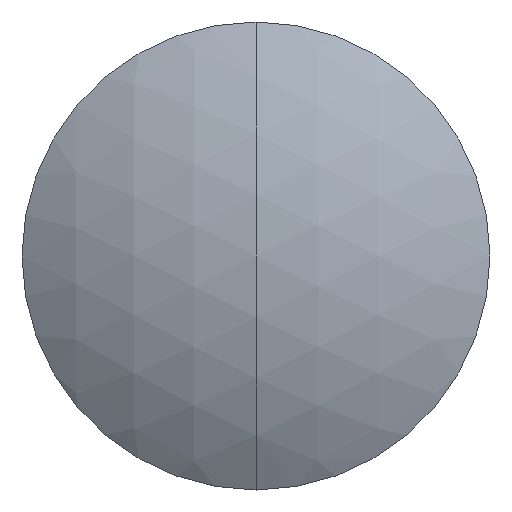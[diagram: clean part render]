
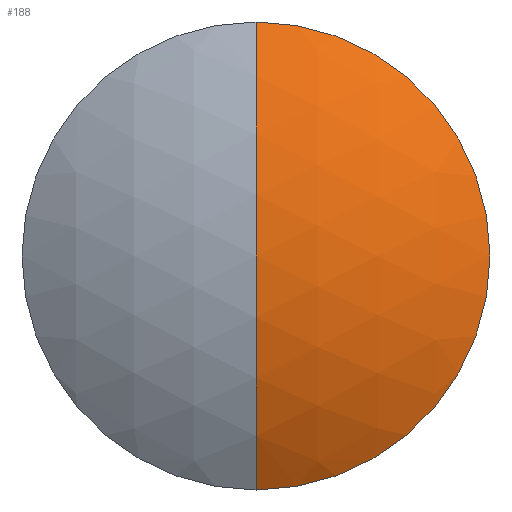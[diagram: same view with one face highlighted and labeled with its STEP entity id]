
A CAD part, left-side view. The second image highlights one B-rep face of the part: STEP entity #188.
In plain terms, the highlighted spherical face has radius 47.21 mm.
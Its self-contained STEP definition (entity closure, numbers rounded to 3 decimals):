
#7 = EDGE_CURVE ( 'NONE', #334, #143, #152, .T. ) ;
#8 = CARTESIAN_POINT ( 'NONE',  ( 134.95, 0., 0. ) ) ;
#11 = VERTEX_POINT ( 'NONE', #128 ) ;
#19 = ORIENTED_EDGE ( 'NONE', *, *, #136, .T. ) ;
#30 = EDGE_CURVE ( 'NONE', #334, #11, #104, .T. ) ;
#35 = AXIS2_PLACEMENT_3D ( 'NONE', #74, #304, #153 ) ;
#44 = ORIENTED_EDGE ( 'NONE', *, *, #30, .T. ) ;
#63 = CARTESIAN_POINT ( 'NONE',  ( 134.95, 0., 0. ) ) ;
#68 = AXIS2_PLACEMENT_3D ( 'NONE', #265, #144, #101 ) ;
#74 = CARTESIAN_POINT ( 'NONE',  ( 95.156, 0., 0. ) ) ;
#101 = DIRECTION ( 'NONE',  ( 0., 0., -1. ) ) ;
#104 = CIRCLE ( 'NONE', #35, 25.4 ) ;
#114 = SPHERICAL_SURFACE ( 'NONE', #68, 47.21 ) ;
#128 = CARTESIAN_POINT ( 'NONE',  ( 95.156, 0., 25.4 ) ) ;
#136 = EDGE_CURVE ( 'NONE', #11, #143, #179, .T. ) ;
#138 = DIRECTION ( 'NONE',  ( 0., 1., 0. ) ) ;
#143 = VERTEX_POINT ( 'NONE', #312 ) ;
#144 = DIRECTION ( 'NONE',  ( 0., -1., 0. ) ) ;
#150 = DIRECTION ( 'NONE',  ( 0., 0., 1. ) ) ;
#152 = CIRCLE ( 'NONE', #202, 47.21 ) ;
#153 = DIRECTION ( 'NONE',  ( 0., 0., 1. ) ) ;
#174 = FACE_OUTER_BOUND ( 'NONE', #277, .T. ) ;
#179 = CIRCLE ( 'NONE', #295, 47.21 ) ;
#188 = ADVANCED_FACE ( 'NONE', ( #174 ), #114, .T. ) ;
#202 = AXIS2_PLACEMENT_3D ( 'NONE', #63, #138, #150 ) ;
#235 = ORIENTED_EDGE ( 'NONE', *, *, #7, .F. ) ;
#257 = CARTESIAN_POINT ( 'NONE',  ( 95.156, 0., -25.4 ) ) ;
#265 = CARTESIAN_POINT ( 'NONE',  ( 134.95, 0., 0. ) ) ;
#277 = EDGE_LOOP ( 'NONE', ( #44, #19, #235 ) ) ;
#279 = DIRECTION ( 'NONE',  ( 0., 0., -1. ) ) ;
#295 = AXIS2_PLACEMENT_3D ( 'NONE', #8, #303, #279 ) ;
#303 = DIRECTION ( 'NONE',  ( 0., -1., 0. ) ) ;
#304 = DIRECTION ( 'NONE',  ( -1., 0., 0. ) ) ;
#312 = CARTESIAN_POINT ( 'NONE',  ( 87.74, 0., 0. ) ) ;
#334 = VERTEX_POINT ( 'NONE', #257 ) ;
